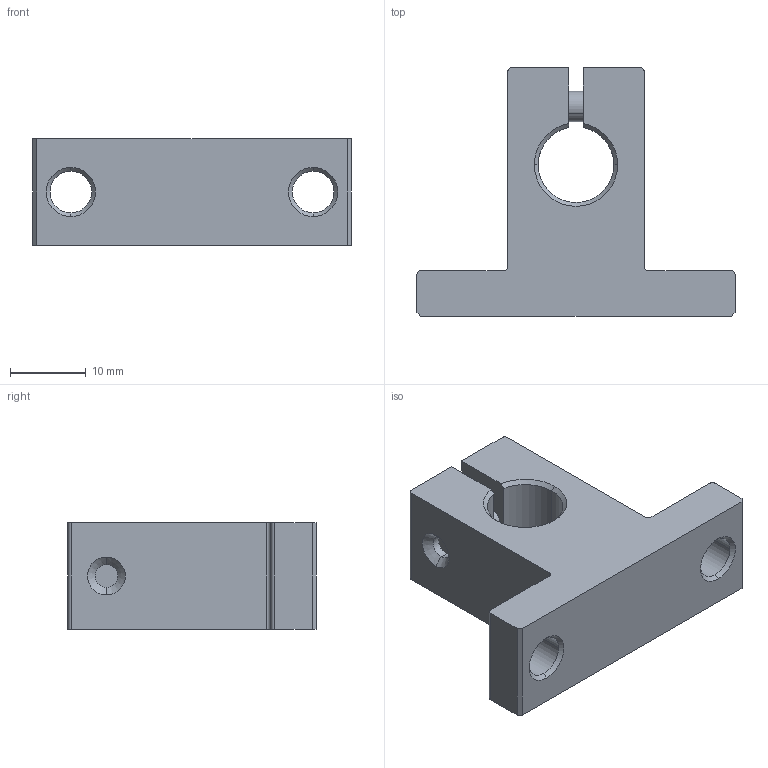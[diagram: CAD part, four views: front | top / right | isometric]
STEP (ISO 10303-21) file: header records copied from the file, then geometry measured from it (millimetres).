
FILE_DESCRIPTION (( 'STEP AP214' ), '1' );
FILE_NAME ('Ñáîðêà1.STEP', '2024-06-17T06:47:54', ( '' ), ( '' ), 'SwSTEP 2.0', 'SolidWorks 2022', '' );
FILE_SCHEMA (( 'AUTOMOTIVE_DESIGN' ));
Length unit declared in the file: millimetre
Products named in the file (4): Сборка1; socket head cap screw_din_DIN 912 M4 x 12 --- 12N; B428 Держатель полированных валов SK12_00
Assembly tree (3 placements, depth 3):
  Сборка1
    B428 Держатель полированных валов SK12_00
      B428 Держатель полированных валов SK12_00
      socket head cap screw_din_DIN 912 M4 x 12 --- 12N
Bounding box: 42 x 32.8 x 14 mm (x, y, z)
Volume: 8633.9 mm3; surface area: 4533.2 mm2
Topology: 2 solids, 2 shells, 79 faces, 202 edges, 127 vertices
Faces by surface type: plane 30, cylinder 23, cone 22, torus 4
Entity records: 2570 total; most frequent: DIRECTION 458, CARTESIAN_POINT 425, ORIENTED_EDGE 400, EDGE_CURVE 200, AXIS2_PLACEMENT_3D 176, VERTEX_POINT 127, LINE 106, VECTOR 106
